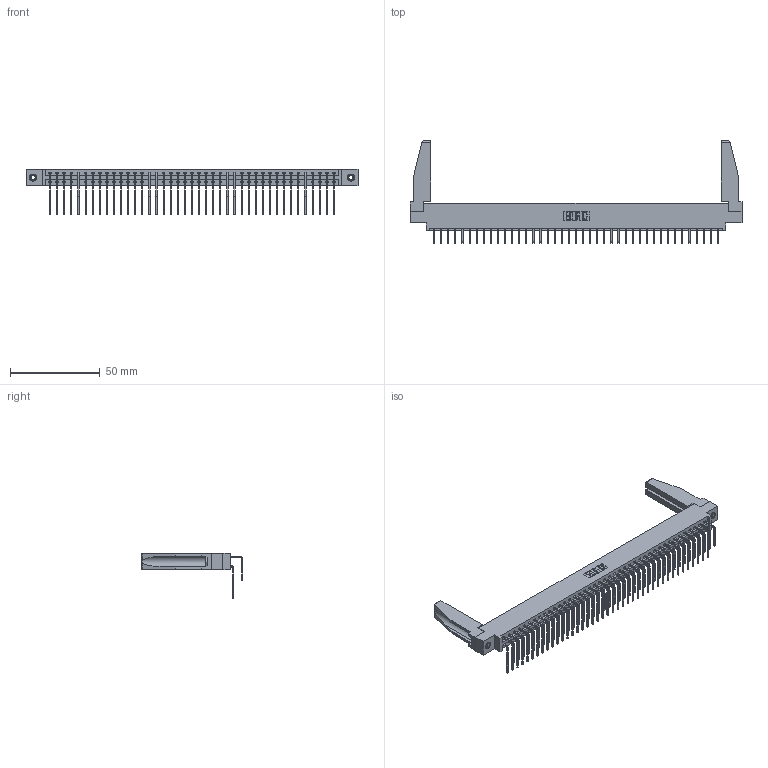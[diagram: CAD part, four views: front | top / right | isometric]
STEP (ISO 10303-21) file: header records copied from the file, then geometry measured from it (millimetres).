
FILE_DESCRIPTION (( 'STEP AP203' ), '1' );
FILE_NAME ('337-082-558-878.STEP', '2019-10-15T17:34:37', ( '' ), ( '' ), 'SwSTEP 2.0', 'SolidWorks 2016', '' );
FILE_SCHEMA (( 'CONFIG_CONTROL_DESIGN' ));
Length unit declared in the file: inch
Products named in the file (6): 307-220-078; 337-082-558-878; 345-292-001_558 Tail - 2; 345-292-001_558 559 Tail - 1; 337 Part_0.170 Offset - 0.156 Dia-TI; 345-250-001_345-250-001-102
Assembly tree (87 placements, depth 2):
  337-082-558-878
    337 Part_0.170 Offset - 0.156 Dia-TI
    345-292-001_558 559 Tail - 1  x41
    345-292-001_558 Tail - 2  x41
    345-250-001_345-250-001-102  x2
    307-220-078  x2
Bounding box: 185.47 x 56.96 x 25.53 mm (x, y, z)
Volume: 23881.9 mm3; surface area: 28787.9 mm2
Topology: 87 solids, 87 shells, 4840 faces, 14347 edges, 9446 vertices
Faces by surface type: plane 3438, cylinder 1386, cone 12, torus 4
Entity records: 36274 total; most frequent: CARTESIAN_POINT 6159, ORIENTED_EDGE 6000, DIRECTION 5228, EDGE_CURVE 3000, LINE 2794, VECTOR 2794, VERTEX_POINT 1992, AXIS2_PLACEMENT_3D 1217
